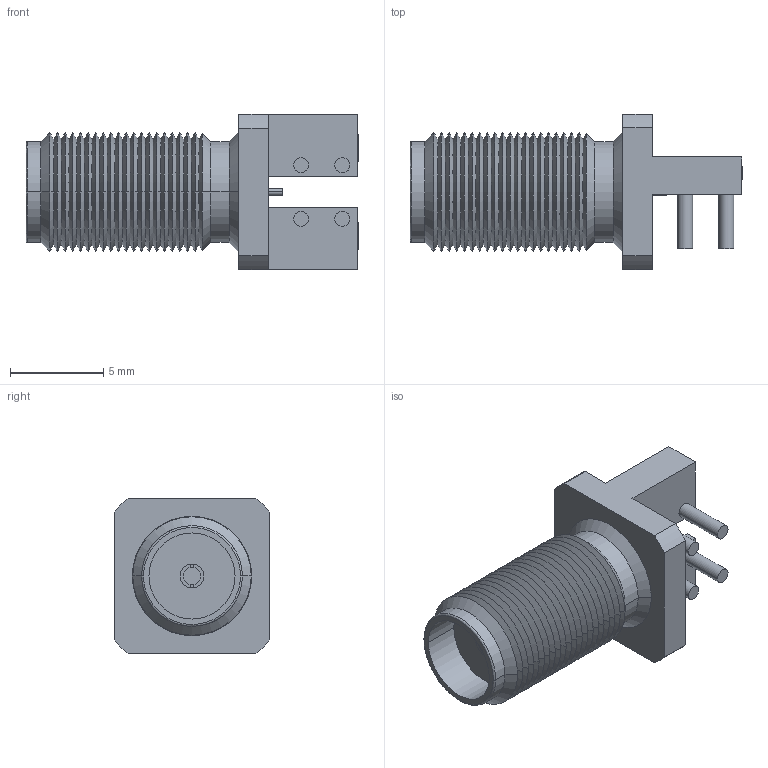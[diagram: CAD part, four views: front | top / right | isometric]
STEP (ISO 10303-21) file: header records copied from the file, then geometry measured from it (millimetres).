
FILE_DESCRIPTION (( 'STEP AP214' ), '1' );
FILE_NAME ('RFPCB-SMA-FS18G-51_3D.step', '2023-03-13T18:28:29', ( '' ), ( '' ), 'SwSTEP 2.0', 'SolidWorks 2022', '' );
FILE_SCHEMA (( 'AUTOMOTIVE_DESIGN' ));
Length unit declared in the file: inch
Products named in the file (1): RFPCB-SMA-FS18G-51_3D
Bounding box: 17.8 x 8.35 x 8.35 mm (x, y, z)
Volume: 331.7 mm3; surface area: 861.8 mm2
Topology: 2 solids, 2 shells, 159 faces, 340 edges, 196 vertices
Faces by surface type: cone 88, plane 35, cylinder 34, bspline 2
Entity records: 4315 total; most frequent: DIRECTION 818, CARTESIAN_POINT 732, ORIENTED_EDGE 680, EDGE_CURVE 340, AXIS2_PLACEMENT_3D 322, VERTEX_POINT 196, LINE 174, VECTOR 174
